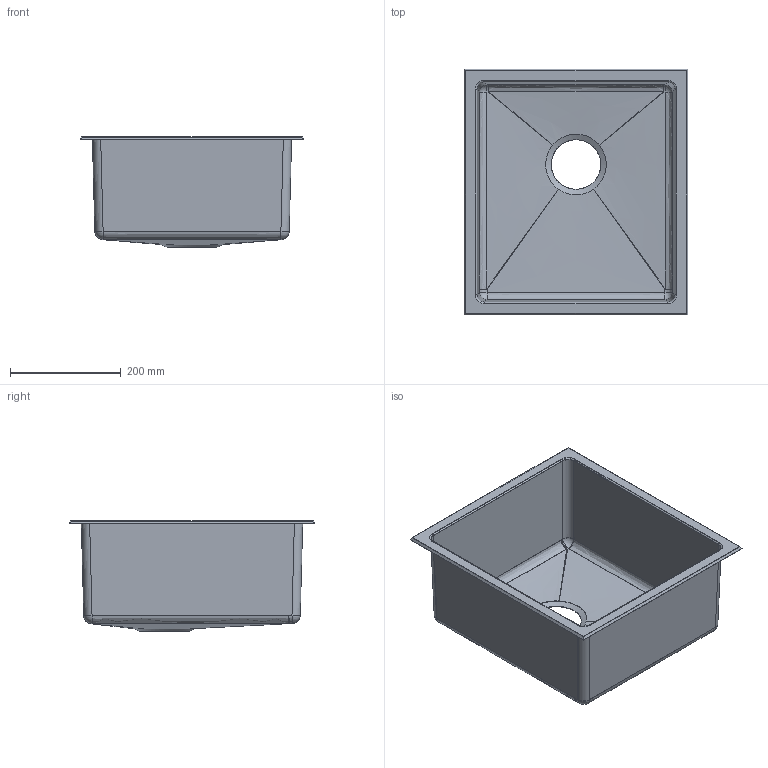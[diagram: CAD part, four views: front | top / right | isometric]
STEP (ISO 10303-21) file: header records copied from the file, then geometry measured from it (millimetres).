
FILE_DESCRIPTION(/* description */ (''),/* implementation_level */ '2;1');
FILE_NAME(/* name */ '4440',/* time_stamp */ '2020-03-09T14:51:24+08:00',/* author */ (''),/* organization */ (''),/* preprocessor_version */ 'ST-DEVELOPER v9',/* originating_system */ 'UGS - NX 4.0',/* authorisation */ '');
FILE_SCHEMA (('AUTOMOTIVE_DESIGN { 1 0 10303 214 1 1 1 1 }'));
Length unit declared in the file: millimetre
Products named in the file (1): Admi97FEwxr6
Bounding box: 404 x 444 x 200 mm (x, y, z)
Volume: 432155.5 mm3; surface area: 867262.2 mm2
Topology: 1 solids, 1 shells, 98 faces, 246 edges, 143 vertices
Faces by surface type: bspline 42, plane 23, cylinder 16, sphere 16, extrusion 1
Entity records: 4533 total; most frequent: CARTESIAN_POINT 2539, ORIENTED_EDGE 464, DIRECTION 333, EDGE_CURVE 232, VERTEX_POINT 140, AXIS2_PLACEMENT_3D 136, EDGE_LOOP 104, ADVANCED_FACE 98
